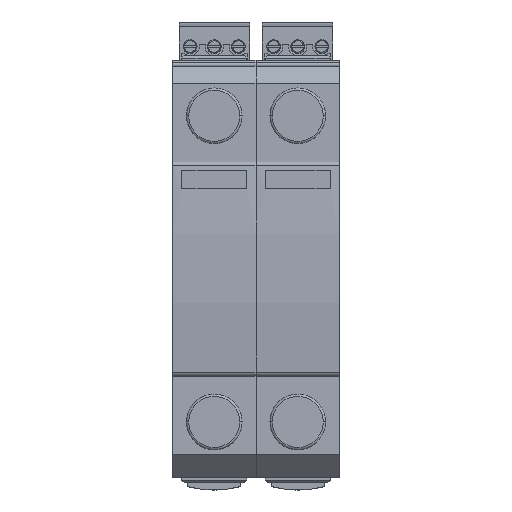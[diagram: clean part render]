
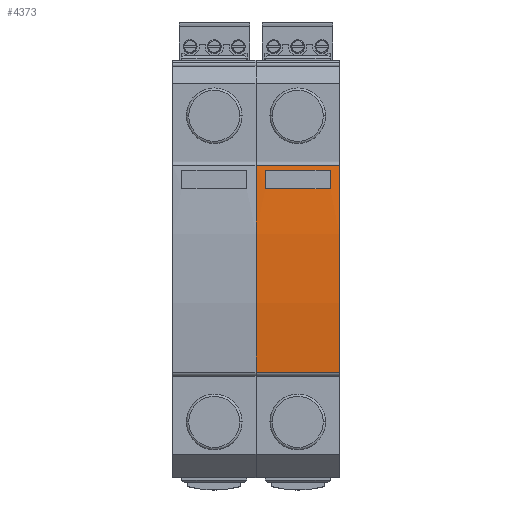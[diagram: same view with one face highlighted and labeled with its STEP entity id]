
A CAD part, top view. The second image highlights one B-rep face of the part: STEP entity #4373.
In plain terms, the highlighted cylindrical face has radius 199.999 mm (diameter 399.999 mm), a partial arc.
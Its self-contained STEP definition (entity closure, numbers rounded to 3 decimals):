
#854 = DIRECTION ( 'NONE',  ( -1., 0., 0. ) ) ;
#1101 = AXIS2_PLACEMENT_3D ( 'NONE', #9409, #3207, #10414 ) ;
#1162 = LINE ( 'NONE', #1322, #9155 ) ;
#1271 = CIRCLE ( 'NONE', #11076, 199.999 ) ;
#1322 = CARTESIAN_POINT ( 'NONE',  ( 32.239, 17.2, 65.759 ) ) ;
#1575 = DIRECTION ( 'NONE',  ( 0., -1., 0. ) ) ;
#1689 = CIRCLE ( 'NONE', #6773, 199.999 ) ;
#1787 = ORIENTED_EDGE ( 'NONE', *, *, #2681, .F. ) ;
#2298 = EDGE_CURVE ( 'NONE', #4928, #5870, #7301, .T. ) ;
#2553 = EDGE_LOOP ( 'NONE', ( #11723, #11696, #2921, #8103 ) ) ;
#2681 = EDGE_CURVE ( 'NONE', #10158, #9200, #1271, .T. ) ;
#2694 = CYLINDRICAL_SURFACE ( 'NONE', #5122, 199.999 ) ;
#2767 = VECTOR ( 'NONE', #9372, 1000. ) ;
#2921 = ORIENTED_EDGE ( 'NONE', *, *, #11691, .T. ) ;
#2930 = CARTESIAN_POINT ( 'NONE',  ( -9., 22.312, 65.252 ) ) ;
#2991 = CARTESIAN_POINT ( 'NONE',  ( 9., -22.312, 65.252 ) ) ;
#3207 = DIRECTION ( 'NONE',  ( -1., 0., 0. ) ) ;
#3353 = FACE_BOUND ( 'NONE', #2553, .T. ) ;
#3542 = CARTESIAN_POINT ( 'NONE',  ( 32.239, -22.312, 65.252 ) ) ;
#3565 = CARTESIAN_POINT ( 'NONE',  ( 9., 0., -133.499 ) ) ;
#3695 = VERTEX_POINT ( 'NONE', #6721 ) ;
#3831 = EDGE_CURVE ( 'NONE', #3695, #9200, #12583, .T. ) ;
#4339 = VECTOR ( 'NONE', #13098, 1000. ) ;
#4373 = ADVANCED_FACE ( 'NONE', ( #10937, #3353 ), #2694, .T. ) ;
#4596 = DIRECTION ( 'NONE',  ( 0., -1., 0. ) ) ;
#4928 = VERTEX_POINT ( 'NONE', #5056 ) ;
#4945 = VERTEX_POINT ( 'NONE', #10252 ) ;
#5025 = EDGE_CURVE ( 'NONE', #5299, #4945, #6231, .T. ) ;
#5056 = CARTESIAN_POINT ( 'NONE',  ( 7., 21.2, 65.373 ) ) ;
#5098 = CARTESIAN_POINT ( 'NONE',  ( -7., 17.2, 65.759 ) ) ;
#5122 = AXIS2_PLACEMENT_3D ( 'NONE', #11855, #7794, #1575 ) ;
#5239 = VERTEX_POINT ( 'NONE', #2991 ) ;
#5299 = VERTEX_POINT ( 'NONE', #5098 ) ;
#5870 = VERTEX_POINT ( 'NONE', #6729 ) ;
#5992 = ORIENTED_EDGE ( 'NONE', *, *, #12643, .T. ) ;
#6145 = DIRECTION ( 'NONE',  ( 1., 0., 0. ) ) ;
#6231 = CIRCLE ( 'NONE', #1101, 199.999 ) ;
#6579 = EDGE_CURVE ( 'NONE', #3695, #5239, #1689, .T. ) ;
#6721 = CARTESIAN_POINT ( 'NONE',  ( 9., 22.312, 65.252 ) ) ;
#6729 = CARTESIAN_POINT ( 'NONE',  ( 7., 17.2, 65.759 ) ) ;
#6773 = AXIS2_PLACEMENT_3D ( 'NONE', #3565, #10773, #4596 ) ;
#6900 = CARTESIAN_POINT ( 'NONE',  ( -9., -22.312, 65.252 ) ) ;
#7079 = CARTESIAN_POINT ( 'NONE',  ( -9., 0., -133.499 ) ) ;
#7301 = CIRCLE ( 'NONE', #8332, 199.999 ) ;
#7792 = EDGE_CURVE ( 'NONE', #5870, #5299, #1162, .T. ) ;
#7794 = DIRECTION ( 'NONE',  ( -1., 0., 0. ) ) ;
#7949 = CARTESIAN_POINT ( 'NONE',  ( 32.239, 22.312, 65.252 ) ) ;
#8103 = ORIENTED_EDGE ( 'NONE', *, *, #2298, .T. ) ;
#8120 = DIRECTION ( 'NONE',  ( 0., -1., 0. ) ) ;
#8332 = AXIS2_PLACEMENT_3D ( 'NONE', #12348, #6145, #13389 ) ;
#8593 = DIRECTION ( 'NONE',  ( -1., 0., 0. ) ) ;
#9155 = VECTOR ( 'NONE', #8593, 1000. ) ;
#9200 = VERTEX_POINT ( 'NONE', #2930 ) ;
#9372 = DIRECTION ( 'NONE',  ( 1., 0., 0. ) ) ;
#9409 = CARTESIAN_POINT ( 'NONE',  ( -7., 0., -133.499 ) ) ;
#9543 = LINE ( 'NONE', #3542, #11948 ) ;
#10158 = VERTEX_POINT ( 'NONE', #6900 ) ;
#10252 = CARTESIAN_POINT ( 'NONE',  ( -7., 21.2, 65.373 ) ) ;
#10414 = DIRECTION ( 'NONE',  ( 0., 0., -1. ) ) ;
#10754 = DIRECTION ( 'NONE',  ( 1., 0., 0. ) ) ;
#10773 = DIRECTION ( 'NONE',  ( 1., 0., 0. ) ) ;
#10937 = FACE_OUTER_BOUND ( 'NONE', #12179, .T. ) ;
#10997 = LINE ( 'NONE', #11382, #2767 ) ;
#11076 = AXIS2_PLACEMENT_3D ( 'NONE', #7079, #854, #8120 ) ;
#11346 = ORIENTED_EDGE ( 'NONE', *, *, #6579, .F. ) ;
#11364 = ORIENTED_EDGE ( 'NONE', *, *, #3831, .T. ) ;
#11382 = CARTESIAN_POINT ( 'NONE',  ( 32.239, 21.2, 65.373 ) ) ;
#11691 = EDGE_CURVE ( 'NONE', #4945, #4928, #10997, .T. ) ;
#11696 = ORIENTED_EDGE ( 'NONE', *, *, #5025, .T. ) ;
#11723 = ORIENTED_EDGE ( 'NONE', *, *, #7792, .T. ) ;
#11855 = CARTESIAN_POINT ( 'NONE',  ( 32.239, 0., -133.499 ) ) ;
#11948 = VECTOR ( 'NONE', #10754, 1000. ) ;
#12179 = EDGE_LOOP ( 'NONE', ( #11346, #11364, #1787, #5992 ) ) ;
#12348 = CARTESIAN_POINT ( 'NONE',  ( 7., 0., -133.499 ) ) ;
#12583 = LINE ( 'NONE', #7949, #4339 ) ;
#12643 = EDGE_CURVE ( 'NONE', #10158, #5239, #9543, .T. ) ;
#13098 = DIRECTION ( 'NONE',  ( -1., 0., 0. ) ) ;
#13389 = DIRECTION ( 'NONE',  ( 0., -1., 0. ) ) ;
